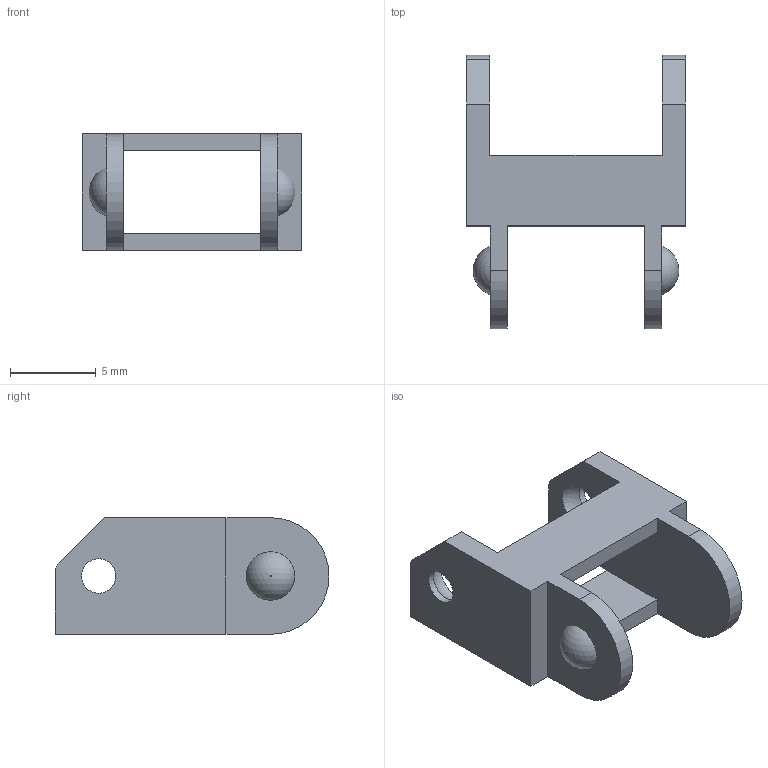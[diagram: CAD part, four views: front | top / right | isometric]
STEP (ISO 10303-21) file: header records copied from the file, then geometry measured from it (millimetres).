
FILE_DESCRIPTION(/* description */ (''),/* implementation_level */ '2;1');
FILE_NAME(/* name */ 'Drag_chain.step',/* time_stamp */ '2023-03-16T20:22:14+01:00',/* author */ (''),/* organization */ (''),/* preprocessor_version */ 'ST-DEVELOPER v19.2',/* originating_system */ 'Autodesk Translation Framework v11.17.0.187',/* authorisation */ '');
FILE_SCHEMA (('AUTOMOTIVE_DESIGN { 1 0 10303 214 3 1 1 }','AP242_MANAGED_MODEL_BASED_3D_ENGINEERING_MIM_LF { 1 0 10303 442 3 1 4 }'));
Length unit declared in the file: millimetre
Products named in the file (2): Drag_Chain v2; Drag_Chain_End v1
Assembly tree (1 placements, depth 2):
  Drag_Chain v2
    Drag_Chain_End v1
Bounding box: 12.8 x 15.96 x 6.8 mm (x, y, z)
Volume: 357.7 mm3; surface area: 707.1 mm2
Topology: 1 solids, 1 shells, 48 faces, 130 edges, 88 vertices
Faces by surface type: plane 34, cylinder 10, sphere 4
Full cylindrical faces by diameter (mm): 2.001 x2
Entity records: 1592 total; most frequent: CARTESIAN_POINT 269, DIRECTION 266, ORIENTED_EDGE 260, EDGE_CURVE 130, LINE 96, VECTOR 96, VERTEX_POINT 88, AXIS2_PLACEMENT_3D 85
